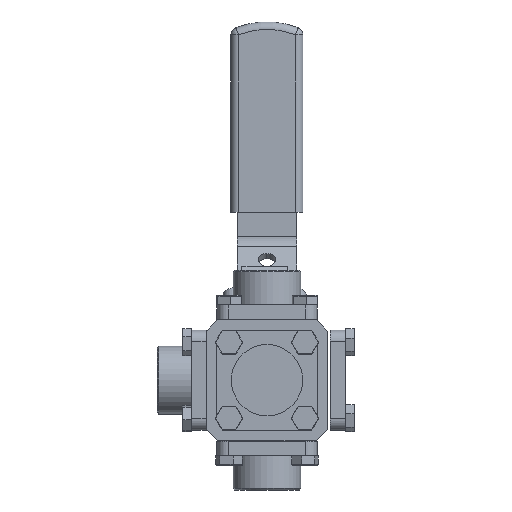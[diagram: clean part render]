
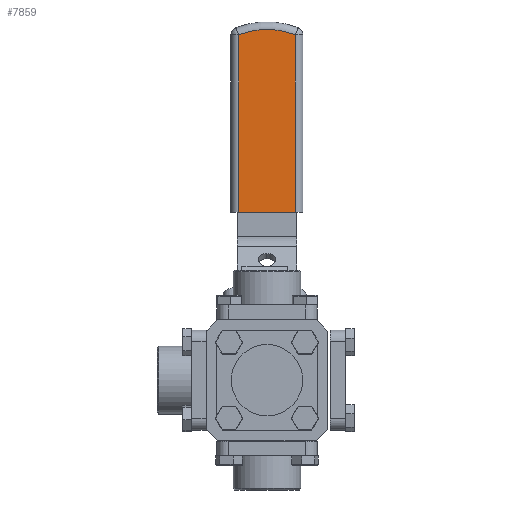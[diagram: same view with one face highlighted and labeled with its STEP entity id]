
A CAD part, front view. The second image highlights one B-rep face of the part: STEP entity #7859.
In plain terms, the highlighted planar face has unit normal (0, -1, 0).
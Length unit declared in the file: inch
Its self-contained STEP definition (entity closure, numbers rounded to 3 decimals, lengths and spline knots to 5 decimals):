
#99 = ORIENTED_EDGE ( 'NONE', *, *, #30655, .T. ) ;
#210 = VERTEX_POINT ( 'NONE', #10800 ) ;
#2499 = LINE ( 'NONE', #16345, #22453 ) ;
#2598 = CARTESIAN_POINT ( 'NONE',  ( -0.4685, 2.974, 2.77074 ) ) ;
#3517 = DIRECTION ( 'NONE',  ( 0., -1., 0. ) ) ;
#4992 = CARTESIAN_POINT ( 'NONE',  ( 0.4685, 2.974, 5.68999 ) ) ;
#5121 = EDGE_LOOP ( 'NONE', ( #25240, #99, #8415, #19981 ) ) ;
#6680 = VECTOR ( 'NONE', #12467, 39.37008 ) ;
#7356 = DIRECTION ( 'NONE',  ( 0., 1., 0. ) ) ;
#7360 = VERTEX_POINT ( 'NONE', #4992 ) ;
#7859 = ADVANCED_FACE ( 'NONE', ( #12163 ), #19299, .F. ) ;
#8415 = ORIENTED_EDGE ( 'NONE', *, *, #20441, .T. ) ;
#8468 = DIRECTION ( 'NONE',  ( -1., 0., 0. ) ) ;
#9314 = EDGE_CURVE ( 'NONE', #210, #29938, #29214, .T. ) ;
#10122 = VECTOR ( 'NONE', #16942, 39.37008 ) ;
#10800 = CARTESIAN_POINT ( 'NONE',  ( -0.4685, 2.974, 5.68999 ) ) ;
#12163 = FACE_OUTER_BOUND ( 'NONE', #5121, .T. ) ;
#12467 = DIRECTION ( 'NONE',  ( 0., 0., -1. ) ) ;
#14357 = CARTESIAN_POINT ( 'NONE',  ( 0., 2.974, 4.55541 ) ) ;
#16345 = CARTESIAN_POINT ( 'NONE',  ( -0.5935, 2.974, 2.77074 ) ) ;
#16942 = DIRECTION ( 'NONE',  ( 0., 0., 1. ) ) ;
#17728 = AXIS2_PLACEMENT_3D ( 'NONE', #14357, #7356, #26424 ) ;
#18351 = CARTESIAN_POINT ( 'NONE',  ( 0.4685, 2.974, 2.77074 ) ) ;
#18738 = EDGE_CURVE ( 'NONE', #21879, #29938, #2499, .T. ) ;
#18972 = DIRECTION ( 'NONE',  ( -1., 0., 0. ) ) ;
#19191 = AXIS2_PLACEMENT_3D ( 'NONE', #24471, #3517, #8468 ) ;
#19299 = PLANE ( 'NONE',  #17728 ) ;
#19981 = ORIENTED_EDGE ( 'NONE', *, *, #9314, .T. ) ;
#20441 = EDGE_CURVE ( 'NONE', #7360, #210, #29631, .T. ) ;
#21879 = VERTEX_POINT ( 'NONE', #18351 ) ;
#22453 = VECTOR ( 'NONE', #18972, 39.37008 ) ;
#24471 = CARTESIAN_POINT ( 'NONE',  ( 0., 2.974, 4.55541 ) ) ;
#25240 = ORIENTED_EDGE ( 'NONE', *, *, #18738, .F. ) ;
#25935 = CARTESIAN_POINT ( 'NONE',  ( 0.4685, 2.974, 5.77074 ) ) ;
#26424 = DIRECTION ( 'NONE',  ( -1., 0., 0. ) ) ;
#28752 = LINE ( 'NONE', #25935, #10122 ) ;
#29038 = CARTESIAN_POINT ( 'NONE',  ( -0.4685, 2.974, 2.77074 ) ) ;
#29214 = LINE ( 'NONE', #29038, #6680 ) ;
#29631 = CIRCLE ( 'NONE', #19191, 1.2275 ) ;
#29938 = VERTEX_POINT ( 'NONE', #2598 ) ;
#30655 = EDGE_CURVE ( 'NONE', #21879, #7360, #28752, .T. ) ;
